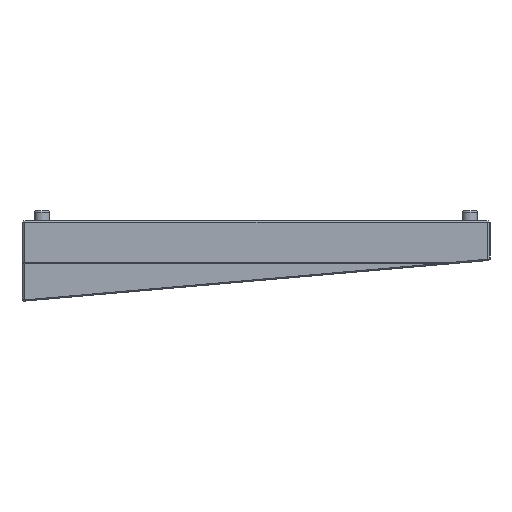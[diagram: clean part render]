
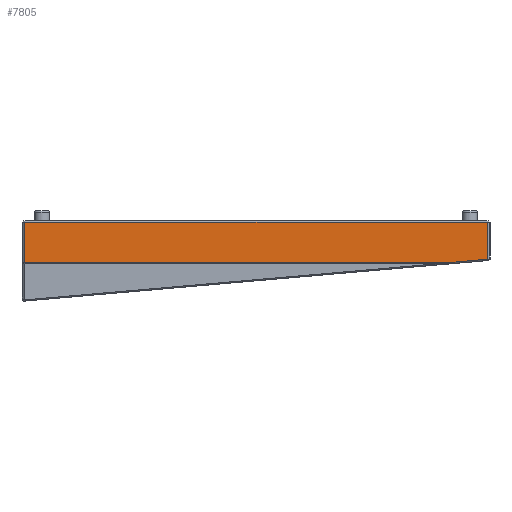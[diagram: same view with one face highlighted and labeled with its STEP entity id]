
A CAD part, left-side view. The second image highlights one B-rep face of the part: STEP entity #7805.
In plain terms, the highlighted planar face has unit normal (-1, 0, 0).
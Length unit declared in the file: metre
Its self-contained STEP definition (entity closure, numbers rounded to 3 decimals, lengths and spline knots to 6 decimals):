
#681=ORIENTED_EDGE('',*,*,#2986,.T.);
#682=ORIENTED_EDGE('',*,*,#2987,.T.);
#683=ORIENTED_EDGE('',*,*,#2988,.T.);
#684=ORIENTED_EDGE('',*,*,#2989,.T.);
#685=ORIENTED_EDGE('',*,*,#2990,.T.);
#2986=EDGE_CURVE('',#4136,#4137,#4865,.T.);
#2987=EDGE_CURVE('',#4137,#4138,#4866,.T.);
#2988=EDGE_CURVE('',#4138,#4139,#4867,.T.);
#2989=EDGE_CURVE('',#4139,#4140,#4868,.T.);
#2990=EDGE_CURVE('',#4140,#4136,#4869,.T.);
#4136=VERTEX_POINT('',#12267);
#4137=VERTEX_POINT('',#12268);
#4138=VERTEX_POINT('',#12270);
#4139=VERTEX_POINT('',#12272);
#4140=VERTEX_POINT('',#12274);
#4865=LINE('',#12266,#5676);
#4866=LINE('',#12269,#5677);
#4867=LINE('',#12271,#5678);
#4868=LINE('',#12273,#5679);
#4869=LINE('',#12275,#5680);
#5676=VECTOR('',#9195,1.);
#5677=VECTOR('',#9196,1.);
#5678=VECTOR('',#9197,1.);
#5679=VECTOR('',#9198,1.);
#5680=VECTOR('',#9199,1.);
#6407=EDGE_LOOP('',(#681,#682,#683,#684,#685));
#6964=FACE_BOUND('',#6407,.T.);
#7513=PLANE('',#8307);
#7805=ADVANCED_FACE('',(#6964),#7513,.T.);
#8307=AXIS2_PLACEMENT_3D('',#12265,#9193,#9194);
#9193=DIRECTION('',(-1.,0.,0.));
#9194=DIRECTION('',(0.,0.,1.));
#9195=DIRECTION('',(0.,0.,-1.));
#9196=DIRECTION('',(0.,-1.,0.));
#9197=DIRECTION('',(0.,-0.996,0.087));
#9198=DIRECTION('',(0.,0.,1.));
#9199=DIRECTION('',(0.,1.,0.));
#12265=CARTESIAN_POINT('',(-0.117475,0.,-0.0071));
#12266=CARTESIAN_POINT('',(-0.117475,0.046275,-0.0071));
#12267=CARTESIAN_POINT('',(-0.117475,0.046275,-0.00025));
#12268=CARTESIAN_POINT('',(-0.117475,0.046275,-0.008327));
#12269=CARTESIAN_POINT('',(-0.117475,-0.038775,-0.008327));
#12270=CARTESIAN_POINT('',(-0.117475,-0.038763,-0.008327));
#12271=CARTESIAN_POINT('',(-0.117475,-0.046251,-0.007672));
#12272=CARTESIAN_POINT('',(-0.117475,-0.046275,-0.00767));
#12273=CARTESIAN_POINT('',(-0.117475,-0.046275,0.));
#12274=CARTESIAN_POINT('',(-0.117475,-0.046275,-0.00025));
#12275=CARTESIAN_POINT('',(-0.117475,0.046275,-0.00025));
